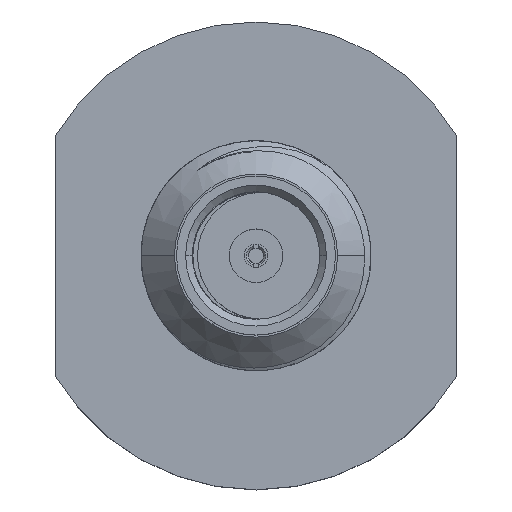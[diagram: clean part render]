
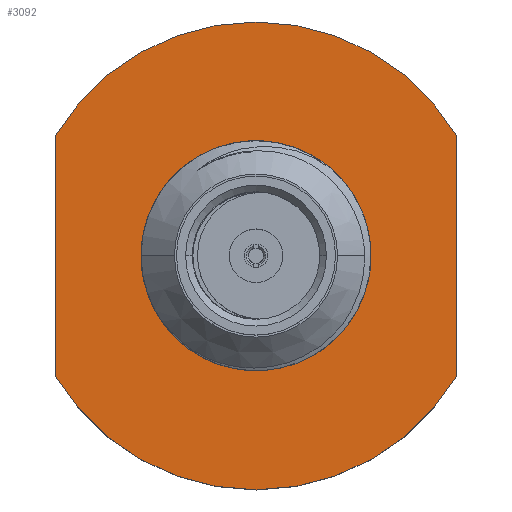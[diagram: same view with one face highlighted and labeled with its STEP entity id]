
A CAD part, top view. The second image highlights one B-rep face of the part: STEP entity #3092.
In plain terms, the highlighted planar face has unit normal (0, 0, 1).
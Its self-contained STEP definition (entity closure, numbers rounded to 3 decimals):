
#39 = EDGE_CURVE ( 'NONE', #3110, #3238, #3798, .T. ) ;
#112 = EDGE_CURVE ( 'NONE', #690, #3110, #1994, .T. ) ;
#143 = ORIENTED_EDGE ( 'NONE', *, *, #1742, .F. ) ;
#203 = FACE_OUTER_BOUND ( 'NONE', #1459, .T. ) ;
#221 = CARTESIAN_POINT ( 'NONE',  ( -3., -1.803, 3.18 ) ) ;
#257 = DIRECTION ( 'NONE',  ( 0., 0., 1. ) ) ;
#302 = EDGE_CURVE ( 'NONE', #550, #957, #1253, .T. ) ;
#314 = CARTESIAN_POINT ( 'NONE',  ( 3., 0., 3.18 ) ) ;
#317 = CARTESIAN_POINT ( 'NONE',  ( -3., 1.803, 3.18 ) ) ;
#352 = EDGE_CURVE ( 'NONE', #3238, #3428, #460, .T. ) ;
#460 = LINE ( 'NONE', #3252, #1738 ) ;
#541 = CARTESIAN_POINT ( 'NONE',  ( 0., 0., 3.18 ) ) ;
#550 = VERTEX_POINT ( 'NONE', #2921 ) ;
#665 = CARTESIAN_POINT ( 'NONE',  ( 3., -1.803, 3.18 ) ) ;
#690 = VERTEX_POINT ( 'NONE', #665 ) ;
#942 = AXIS2_PLACEMENT_3D ( 'NONE', #3934, #2530, #1577 ) ;
#946 = DIRECTION ( 'NONE',  ( 1., 0., 0. ) ) ;
#957 = VERTEX_POINT ( 'NONE', #973 ) ;
#961 = PLANE ( 'NONE',  #3707 ) ;
#973 = CARTESIAN_POINT ( 'NONE',  ( -1.19, 0., 3.18 ) ) ;
#1043 = DIRECTION ( 'NONE',  ( 0., 0., 1. ) ) ;
#1253 = CIRCLE ( 'NONE', #4304, 1.19 ) ;
#1326 = CARTESIAN_POINT ( 'NONE',  ( 0., 0., 3.18 ) ) ;
#1363 = ORIENTED_EDGE ( 'NONE', *, *, #112, .T. ) ;
#1459 = EDGE_LOOP ( 'NONE', ( #2880, #3702, #4302, #1363 ) ) ;
#1577 = DIRECTION ( 'NONE',  ( 1., 0., 0. ) ) ;
#1645 = DIRECTION ( 'NONE',  ( 0., 0., 1. ) ) ;
#1665 = DIRECTION ( 'NONE',  ( 0., 1., 0. ) ) ;
#1684 = CIRCLE ( 'NONE', #2254, 1.19 ) ;
#1738 = VECTOR ( 'NONE', #2501, 1000. ) ;
#1742 = EDGE_CURVE ( 'NONE', #957, #550, #1684, .T. ) ;
#1883 = AXIS2_PLACEMENT_3D ( 'NONE', #3042, #1645, #4069 ) ;
#1994 = LINE ( 'NONE', #314, #4154 ) ;
#2254 = AXIS2_PLACEMENT_3D ( 'NONE', #3484, #1043, #4108 ) ;
#2273 = DIRECTION ( 'NONE',  ( 1., 0., 0. ) ) ;
#2501 = DIRECTION ( 'NONE',  ( 0., -1., 0. ) ) ;
#2530 = DIRECTION ( 'NONE',  ( 0., 0., 1. ) ) ;
#2709 = EDGE_LOOP ( 'NONE', ( #143, #4099 ) ) ;
#2880 = ORIENTED_EDGE ( 'NONE', *, *, #39, .T. ) ;
#2921 = CARTESIAN_POINT ( 'NONE',  ( 1.19, 0., 3.18 ) ) ;
#2962 = FACE_BOUND ( 'NONE', #2709, .T. ) ;
#3042 = CARTESIAN_POINT ( 'NONE',  ( 0., 0., 3.18 ) ) ;
#3092 = ADVANCED_FACE ( 'NONE', ( #2962, #203 ), #961, .T. ) ;
#3110 = VERTEX_POINT ( 'NONE', #3627 ) ;
#3144 = CIRCLE ( 'NONE', #942, 3.5 ) ;
#3238 = VERTEX_POINT ( 'NONE', #317 ) ;
#3249 = DIRECTION ( 'NONE',  ( 0., 0., 1. ) ) ;
#3252 = CARTESIAN_POINT ( 'NONE',  ( -3., 0., 3.18 ) ) ;
#3428 = VERTEX_POINT ( 'NONE', #221 ) ;
#3484 = CARTESIAN_POINT ( 'NONE',  ( 0., 0., 3.18 ) ) ;
#3627 = CARTESIAN_POINT ( 'NONE',  ( 3., 1.803, 3.18 ) ) ;
#3702 = ORIENTED_EDGE ( 'NONE', *, *, #352, .T. ) ;
#3707 = AXIS2_PLACEMENT_3D ( 'NONE', #541, #3249, #2273 ) ;
#3798 = CIRCLE ( 'NONE', #1883, 3.5 ) ;
#3858 = EDGE_CURVE ( 'NONE', #3428, #690, #3144, .T. ) ;
#3934 = CARTESIAN_POINT ( 'NONE',  ( 0., 0., 3.18 ) ) ;
#4069 = DIRECTION ( 'NONE',  ( 1., 0., 0. ) ) ;
#4099 = ORIENTED_EDGE ( 'NONE', *, *, #302, .F. ) ;
#4108 = DIRECTION ( 'NONE',  ( 1., 0., 0. ) ) ;
#4154 = VECTOR ( 'NONE', #1665, 1000. ) ;
#4302 = ORIENTED_EDGE ( 'NONE', *, *, #3858, .T. ) ;
#4304 = AXIS2_PLACEMENT_3D ( 'NONE', #1326, #257, #946 ) ;
